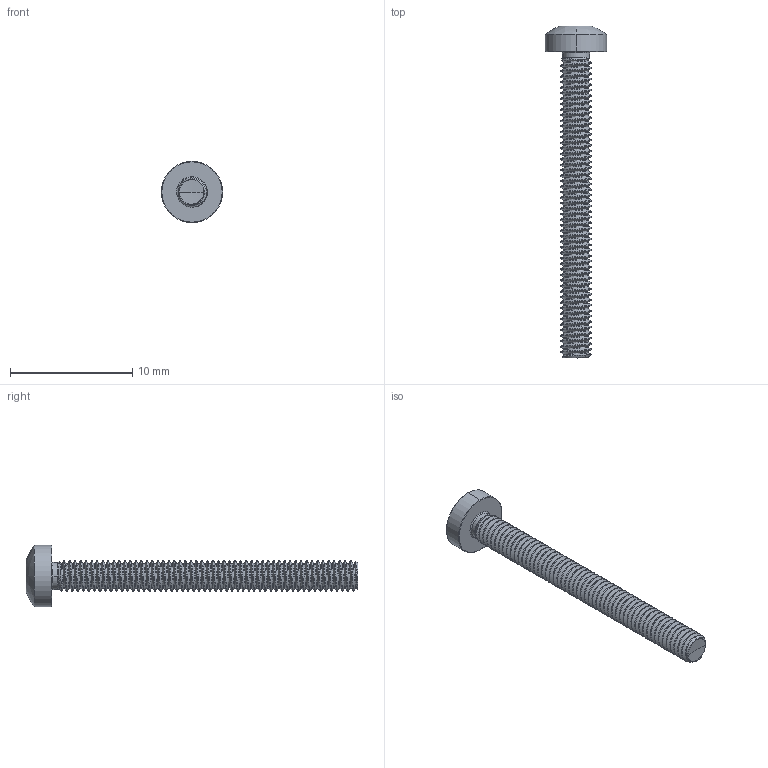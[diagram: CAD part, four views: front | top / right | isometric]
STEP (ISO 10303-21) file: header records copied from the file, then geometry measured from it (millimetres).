
FILE_DESCRIPTION (( 'STEP AP203' ), '1' );
FILE_NAME ('STM390250250.STEP', '2020-12-23T14:48:47', ( '' ), ( '' ), 'SwSTEP 2.0', 'SolidWorks 2015', '' );
FILE_SCHEMA (( 'CONFIG_CONTROL_DESIGN' ));
Length unit declared in the file: millimetre
Products named in the file (2): STM390250250
Bounding box: 5 x 27.1 x 5 mm (x, y, z)
Volume: 129.3 mm3; surface area: 361.6 mm2
Topology: 1 solids, 1 shells, 179 faces, 497 edges, 320 vertices
Faces by surface type: cylinder 130, bspline 18, torus 13, cone 11, sphere 4, plane 3
Entity records: 29235 total; most frequent: CARTESIAN_POINT 25334, ORIENTED_EDGE 990, DIRECTION 591, EDGE_CURVE 495, VERTEX_POINT 320, AXIS2_PLACEMENT_3D 226, EDGE_LOOP 181, ADVANCED_FACE 179
